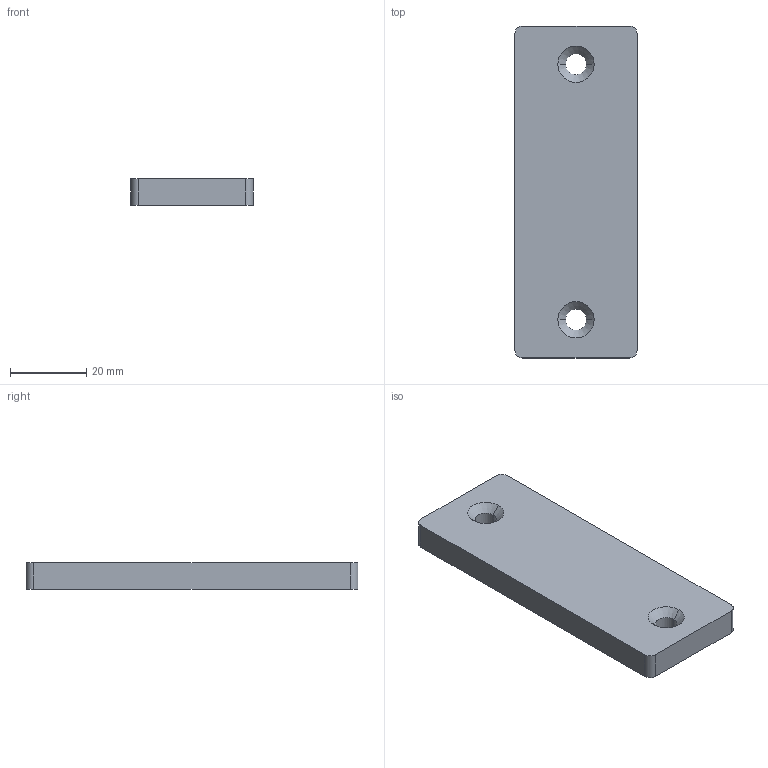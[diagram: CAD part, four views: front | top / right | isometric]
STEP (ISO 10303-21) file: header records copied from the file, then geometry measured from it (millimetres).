
FILE_DESCRIPTION (( 'STEP AP203' ), '1' );
FILE_NAME ('15867.step', '2020-10-07T07:46:27', ( '' ), ( '' ), 'SwSTEP 2.0', 'SolidWorks 2018', '' );
FILE_SCHEMA (( 'CONFIG_CONTROL_DESIGN' ));
Length unit declared in the file: millimetre
Products named in the file (3): AMF Schliessblech Konfig Teil1_15867; 15867; AMF Schliessblech Konfig Teil1
Assembly tree (1 placements, depth 2):
  15867
    AMF Schliessblech Konfig Teil1_15867
  AMF Schliessblech Konfig Teil1
Bounding box: 32 x 87 x 7 mm (x, y, z)
Volume: 19045 mm3; surface area: 7327.3 mm2
Topology: 1 solids, 1 shells, 194 faces, 515 edges, 342 vertices
Faces by surface type: plane 100, bspline 82, cylinder 8, cone 4
Entity records: 10393 total; most frequent: CARTESIAN_POINT 5834, ORIENTED_EDGE 1030, DIRECTION 605, EDGE_CURVE 515, VERTEX_POINT 342, VECTOR 331, LINE 331, EDGE_LOOP 217
